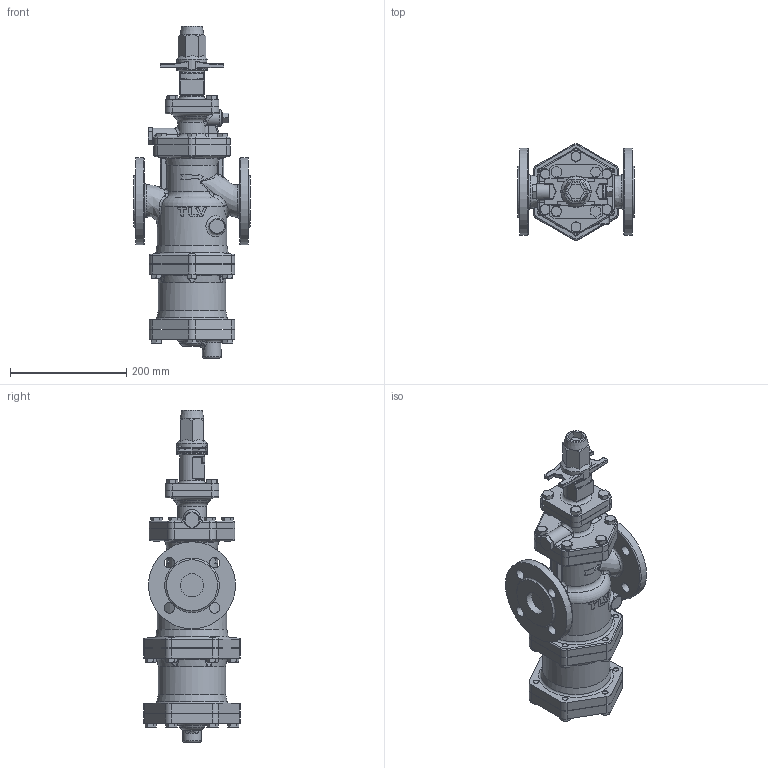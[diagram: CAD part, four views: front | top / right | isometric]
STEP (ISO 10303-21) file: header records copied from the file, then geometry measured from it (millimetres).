
FILE_DESCRIPTION(/* description */ (''),/* implementation_level */ '2;1');
FILE_NAME(/* name */ 'cos16-040-e0040-00.stp',/* time_stamp */ '2025-07-11T13:53:51+09:00',/* author */ ('shibuya'),/* organization */ (''),/* preprocessor_version */ 'ST-DEVELOPER v20',/* originating_system */ 'Autodesk Inventor 2025',/* authorisation */ '');
FILE_SCHEMA (('AUTOMOTIVE_DESIGN { 1 0 10303 214 3 1 1 }'));
Length unit declared in the file: millimetre
Products named in the file (1): cos16-040-e0040-00
Bounding box: 200 x 166.02 x 572 mm (x, y, z)
Volume: 5484743.7 mm3; surface area: 526492 mm2
Topology: 6 solids, 6 shells, 1059 faces, 2529 edges, 1517 vertices
Faces by surface type: plane 391, cylinder 255, bspline 188, cone 135, torus 74, sphere 16
Full cylindrical faces by diameter (mm): 8.376 x22, 10 x22, 12 x22, 17.475 x1, 18 x8, 27 x1, 28 x1, 32 x1, 40 x2, 42 x1, 45 x1, 52 x1, 80 x4, 116 x1, 120 x1, 150 x2
Entity records: 39023 total; most frequent: CARTESIAN_POINT 16093, ORIENTED_EDGE 4958, DIRECTION 4457, EDGE_CURVE 2479, AXIS2_PLACEMENT_3D 1766, VERTEX_POINT 1516, EDGE_LOOP 1203, FACE_OUTER_BOUND 1059
